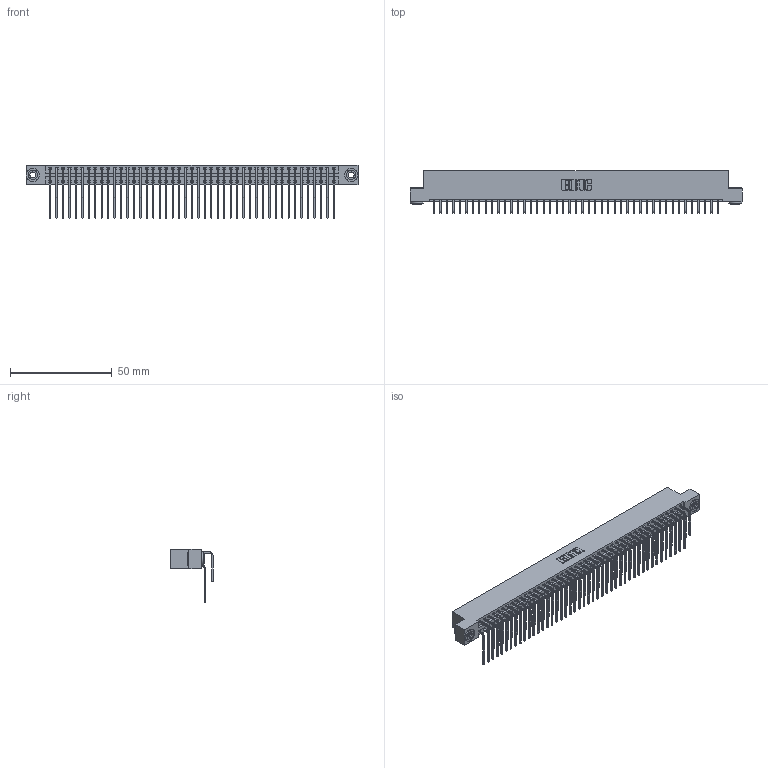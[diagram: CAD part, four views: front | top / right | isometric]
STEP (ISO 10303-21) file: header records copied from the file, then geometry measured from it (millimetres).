
FILE_DESCRIPTION (( 'STEP AP203' ), '1' );
FILE_NAME ('346-090-559-203.STEP', '2022-05-26T05:16:11', ( '' ), ( '' ), 'SwSTEP 2.0', 'SolidWorks 2020', '' );
FILE_SCHEMA (( 'CONFIG_CONTROL_DESIGN' ));
Length unit declared in the file: inch
Products named in the file (5): 345-292-001_559 Tail - 2; 345-250-002_345-250-002-102; 345-292-001_558 559 Tail - 1; 346-090-559-203; 346 Part_Flush Mounting Lugs - 0.156 Dia-TH
Assembly tree (93 placements, depth 2):
  346-090-559-203
    346 Part_Flush Mounting Lugs - 0.156 Dia-TH
    345-292-001_558 559 Tail - 1  x45
    345-292-001_559 Tail - 2  x45
    345-250-002_345-250-002-102  x2
Bounding box: 163.45 x 20.89 x 26.16 mm (x, y, z)
Volume: 16482.1 mm3; surface area: 25442.3 mm2
Topology: 93 solids, 93 shells, 5034 faces, 14931 edges, 9830 vertices
Faces by surface type: plane 3430, cylinder 1596, cone 8
Entity records: 31814 total; most frequent: CARTESIAN_POINT 5272, ORIENTED_EDGE 5146, DIRECTION 4699, EDGE_CURVE 2573, LINE 2197, VECTOR 2197, VERTEX_POINT 1710, AXIS2_PLACEMENT_3D 1251
